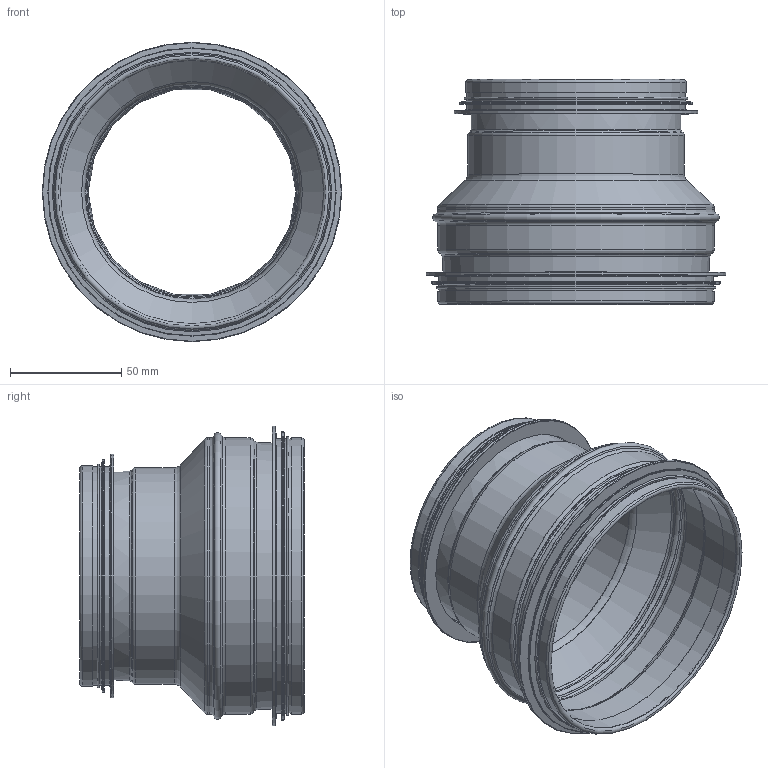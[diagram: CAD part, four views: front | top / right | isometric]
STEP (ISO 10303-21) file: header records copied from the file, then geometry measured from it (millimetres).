
FILE_DESCRIPTION((''),'2;1');
FILE_NAME('HFC_04-03.stp','2014-02-19T13:42:03',(''),(''),'Autodesk Inventor 2013','Autodesk Inventor 2013','');
FILE_SCHEMA(('AUTOMOTIVE_DESIGN { 1 2 10303 214 0 1 1 1 }'));
Length unit declared in the file: millimetre
Products named in the file (4): HFC_04-03; HFC_Rörämne-04-03; 999004; 999003
Assembly tree (3 placements, depth 2):
  HFC_04-03
    HFC_Rörämne-04-03
    999004
    999003
Bounding box: 134.45 x 101 x 134.45 mm (x, y, z)
Volume: 44980.8 mm3; surface area: 120713.9 mm2
Topology: 3 solids, 3 shells, 88 faces, 167 edges, 91 vertices
Faces by surface type: torus 34, cylinder 24, cone 18, plane 12
Full cylindrical faces by diameter (mm): 95.45 x1, 96.282 x1, 97.282 x1, 98.05 x4, 99.05 x1, 104.45 x1, 109.45 x1, 118.25 x1, 119.25 x1, 120.45 x1, 123.05 x6, 124.05 x3, 129.45 x1, 134.45 x1
Entity records: 1942 total; most frequent: DIRECTION 366, CARTESIAN_POINT 271, AXIS2_PLACEMENT_3D 183, ORIENTED_EDGE 176, EDGE_LOOP 176, VERTEX_POINT 88, CIRCLE 88, EDGE_CURVE 88
